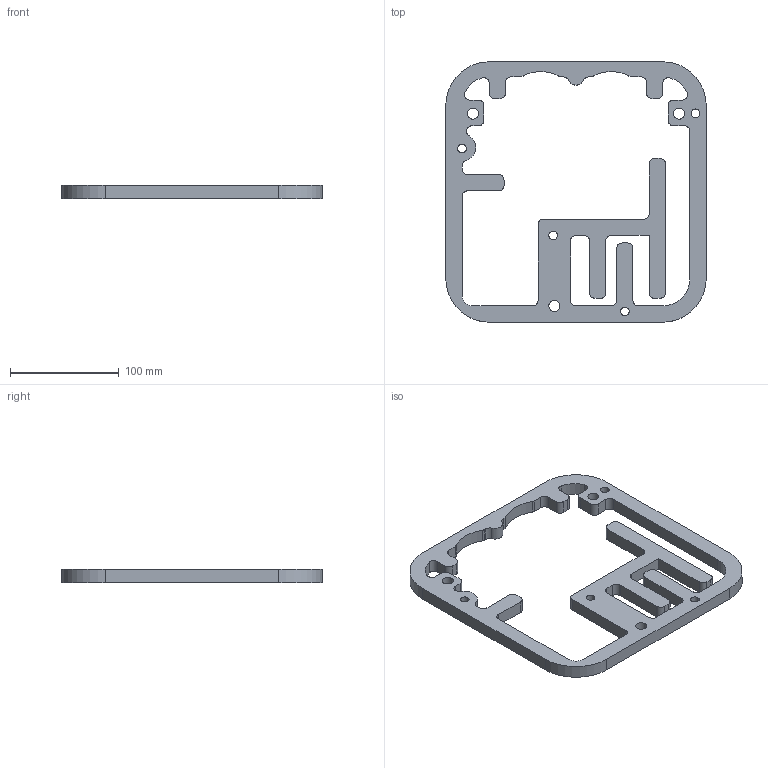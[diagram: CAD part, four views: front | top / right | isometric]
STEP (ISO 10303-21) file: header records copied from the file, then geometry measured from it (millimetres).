
FILE_DESCRIPTION(/* description */ (''),/* implementation_level */ '2;1');
FILE_NAME(/* name */ 'Cabinet layer 1.step',/* time_stamp */ '2022-03-21T18:43:54+01:00',/* author */ (''),/* organization */ (''),/* preprocessor_version */ 'ST-DEVELOPER v18.1',/* originating_system */ 'Autodesk Translation Framework v10.13.0.1454',/* authorisation */ '');
FILE_SCHEMA (('AUTOMOTIVE_DESIGN { 1 0 10303 214 3 1 1 }'));
Length unit declared in the file: millimetre
Products named in the file (1): Cabinet layer 1 - v4
Bounding box: 240 x 240 x 12 mm (x, y, z)
Volume: 255939.8 mm3; surface area: 76912.2 mm2
Topology: 1 solids, 1 shells, 110 faces, 324 edges, 216 vertices
Faces by surface type: cylinder 63, plane 47
Full cylindrical faces by diameter (mm): 8 x4, 10.2 x3
Entity records: 3786 total; most frequent: DIRECTION 672, CARTESIAN_POINT 651, ORIENTED_EDGE 648, EDGE_CURVE 324, AXIS2_PLACEMENT_3D 237, VERTEX_POINT 216, LINE 198, VECTOR 198
